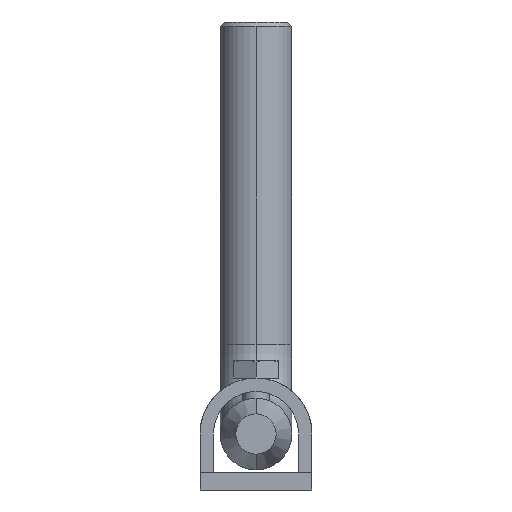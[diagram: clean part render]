
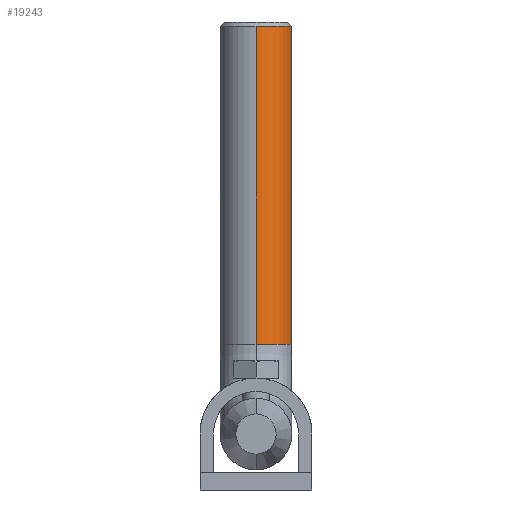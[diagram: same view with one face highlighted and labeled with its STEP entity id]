
A CAD part, front view. The second image highlights one B-rep face of the part: STEP entity #19243.
In plain terms, the highlighted cylindrical face has radius 8 mm (diameter 16 mm), a partial arc.
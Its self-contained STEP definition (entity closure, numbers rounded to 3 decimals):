
#384 = EDGE_LOOP ( 'NONE', ( #14232, #2173, #18146, #1291, #975 ) ) ;
#392 = DIRECTION ( 'NONE',  ( 0., -1., 0. ) ) ;
#975 = ORIENTED_EDGE ( 'NONE', *, *, #3161, .F. ) ;
#1291 = ORIENTED_EDGE ( 'NONE', *, *, #1305, .T. ) ;
#1305 = EDGE_CURVE ( 'NONE', #11413, #13112, #20062, .T. ) ;
#1314 = CIRCLE ( 'NONE', #19494, 8. ) ;
#1593 = DIRECTION ( 'NONE',  ( 0., 0., 1. ) ) ;
#2173 = ORIENTED_EDGE ( 'NONE', *, *, #11176, .T. ) ;
#2319 = VECTOR ( 'NONE', #9546, 1000. ) ;
#2786 = CIRCLE ( 'NONE', #7344, 8. ) ;
#3161 = EDGE_CURVE ( 'NONE', #15214, #13112, #18048, .T. ) ;
#4749 = CARTESIAN_POINT ( 'NONE',  ( 0., 284., 20. ) ) ;
#5066 = DIRECTION ( 'NONE',  ( 0., -1., 0. ) ) ;
#5129 = VERTEX_POINT ( 'NONE', #8606 ) ;
#5561 = EDGE_CURVE ( 'NONE', #15214, #5129, #2786, .T. ) ;
#6014 = DIRECTION ( 'NONE',  ( 0., 0., -1. ) ) ;
#6169 = VECTOR ( 'NONE', #1593, 1000. ) ;
#6903 = VERTEX_POINT ( 'NONE', #8811 ) ;
#7344 = AXIS2_PLACEMENT_3D ( 'NONE', #9923, #19560, #392 ) ;
#8127 = DIRECTION ( 'NONE',  ( 0., 0., 1. ) ) ;
#8264 = AXIS2_PLACEMENT_3D ( 'NONE', #12661, #14140, #12462 ) ;
#8549 = CARTESIAN_POINT ( 'NONE',  ( 8., 292., 91. ) ) ;
#8606 = CARTESIAN_POINT ( 'NONE',  ( 0., 300., 20. ) ) ;
#8641 = LINE ( 'NONE', #9513, #6169 ) ;
#8811 = CARTESIAN_POINT ( 'NONE',  ( 0., 300., 91. ) ) ;
#9426 = DIRECTION ( 'NONE',  ( 1., 0., 0. ) ) ;
#9513 = CARTESIAN_POINT ( 'NONE',  ( 0., 300., 20. ) ) ;
#9546 = DIRECTION ( 'NONE',  ( 0., 0., 1. ) ) ;
#9923 = CARTESIAN_POINT ( 'NONE',  ( 0., 292., 20. ) ) ;
#11176 = EDGE_CURVE ( 'NONE', #5129, #6903, #8641, .T. ) ;
#11413 = VERTEX_POINT ( 'NONE', #8549 ) ;
#12462 = DIRECTION ( 'NONE',  ( 1., 0., 0. ) ) ;
#12661 = CARTESIAN_POINT ( 'NONE',  ( 0., 292., 91. ) ) ;
#12768 = FACE_OUTER_BOUND ( 'NONE', #384, .T. ) ;
#12947 = CARTESIAN_POINT ( 'NONE',  ( 0., 292., 20. ) ) ;
#13112 = VERTEX_POINT ( 'NONE', #14803 ) ;
#14140 = DIRECTION ( 'NONE',  ( 0., 0., -1. ) ) ;
#14232 = ORIENTED_EDGE ( 'NONE', *, *, #5561, .T. ) ;
#14803 = CARTESIAN_POINT ( 'NONE',  ( 0., 284., 91. ) ) ;
#15183 = AXIS2_PLACEMENT_3D ( 'NONE', #12947, #8127, #5066 ) ;
#15214 = VERTEX_POINT ( 'NONE', #18863 ) ;
#16798 = CYLINDRICAL_SURFACE ( 'NONE', #15183, 8. ) ;
#18048 = LINE ( 'NONE', #4749, #2319 ) ;
#18146 = ORIENTED_EDGE ( 'NONE', *, *, #20034, .T. ) ;
#18727 = CARTESIAN_POINT ( 'NONE',  ( 0., 292., 91. ) ) ;
#18863 = CARTESIAN_POINT ( 'NONE',  ( 0., 284., 20. ) ) ;
#19243 = ADVANCED_FACE ( 'NONE', ( #12768 ), #16798, .T. ) ;
#19494 = AXIS2_PLACEMENT_3D ( 'NONE', #18727, #6014, #9426 ) ;
#19560 = DIRECTION ( 'NONE',  ( 0., 0., 1. ) ) ;
#20034 = EDGE_CURVE ( 'NONE', #6903, #11413, #1314, .T. ) ;
#20062 = CIRCLE ( 'NONE', #8264, 8. ) ;
